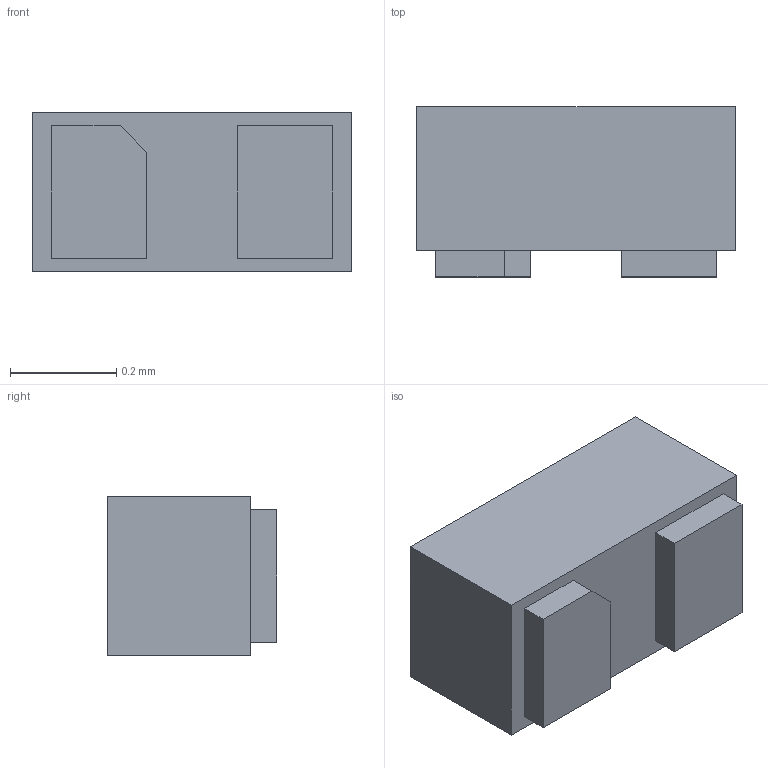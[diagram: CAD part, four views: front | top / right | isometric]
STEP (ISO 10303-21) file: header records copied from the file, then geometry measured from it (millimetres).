
FILE_DESCRIPTION (( 'STEP AP214' ), '1' );
FILE_NAME ('ESD441DPLR.STEP', '2024-11-04T04:34:08', ( '' ), ( '' ), 'SwSTEP 2.0', 'SolidWorks 2023', '' );
FILE_SCHEMA (( 'AUTOMOTIVE_DESIGN' ));
Length unit declared in the file: millimetre
Products named in the file (1): ESD441DPLR
Bounding box: 0.6 x 0.32 x 0.3 mm (x, y, z)
Volume: 0.1 mm3; surface area: 1.1 mm2
Topology: 3 solids, 3 shells, 19 faces, 39 edges, 26 vertices
Faces by surface type: plane 19
Entity records: 743 total; most frequent: CARTESIAN_POINT 85, DIRECTION 79, ORIENTED_EDGE 78, VECTOR 39, LINE 39, EDGE_CURVE 39, VERTEX_POINT 26, UNCERTAINTY_MEASURE_WITH_UNIT 23
